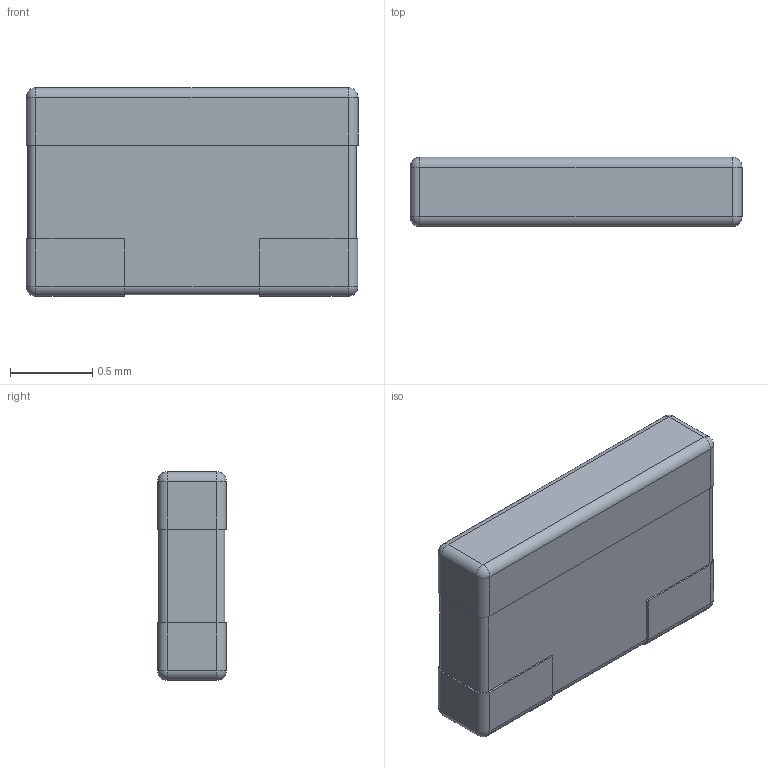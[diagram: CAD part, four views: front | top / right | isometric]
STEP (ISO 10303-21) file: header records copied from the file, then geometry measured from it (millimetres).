
FILE_DESCRIPTION (( 'STEP AP214' ), '1' );
FILE_NAME ('PAT1220.STEP', '2023-08-25T15:43:36', ( '' ), ( '' ), 'SwSTEP 2.0', 'SolidWorks 2022', '' );
FILE_SCHEMA (( 'AUTOMOTIVE_DESIGN' ));
Length unit declared in the file: millimetre
Products named in the file (1): PAT1220
Bounding box: 2.02 x 0.42 x 1.27 mm (x, y, z)
Volume: 1 mm3; surface area: 7.5 mm2
Topology: 1 solids, 1 shells, 65 faces, 212 edges, 147 vertices
Faces by surface type: plane 33, cylinder 24, sphere 8
Entity records: 2854 total; most frequent: CARTESIAN_POINT 799, ORIENTED_EDGE 408, DIRECTION 349, EDGE_CURVE 204, VERTEX_POINT 147, VECTOR 121, LINE 121, AXIS2_PLACEMENT_3D 114
